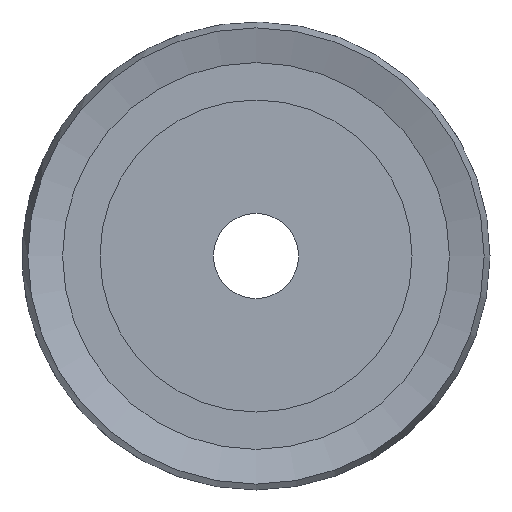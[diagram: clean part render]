
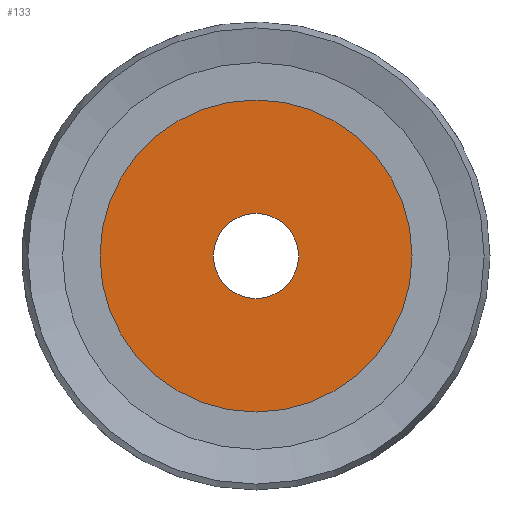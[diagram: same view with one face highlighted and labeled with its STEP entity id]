
A CAD part, left-side view. The second image highlights one B-rep face of the part: STEP entity #133.
In plain terms, the highlighted planar face has unit normal (-1, 0, 0).
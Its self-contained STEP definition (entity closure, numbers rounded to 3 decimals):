
#133 = ADVANCED_FACE( '', ( #330, #331 ), #332, .F. );
#330 = FACE_OUTER_BOUND( '', #730, .T. );
#331 = FACE_BOUND( '', #731, .T. );
#332 = PLANE( '', #732 );
#730 = EDGE_LOOP( '', ( #1131 ) );
#731 = EDGE_LOOP( '', ( #1132 ) );
#732 = AXIS2_PLACEMENT_3D( '', #1133, #1134, #1135 );
#1131 = ORIENTED_EDGE( '', *, *, #2666, .F. );
#1132 = ORIENTED_EDGE( '', *, *, #2667, .T. );
#1133 = CARTESIAN_POINT( '', ( 0., 0., 0. ) );
#1134 = DIRECTION( '', ( 1., 0., 0. ) );
#1135 = DIRECTION( '', ( 0., 0., -1. ) );
#2666 = EDGE_CURVE( '', #3147, #3147, #3148, .T. );
#2667 = EDGE_CURVE( '', #3149, #3149, #3150, .T. );
#3147 = VERTEX_POINT( '', #3927 );
#3148 = CIRCLE( '', #3928, 11. );
#3149 = VERTEX_POINT( '', #3929 );
#3150 = CIRCLE( '', #3930, 3. );
#3927 = CARTESIAN_POINT( '', ( 0., 0., -11. ) );
#3928 = AXIS2_PLACEMENT_3D( '', #4852, #4853, #4854 );
#3929 = CARTESIAN_POINT( '', ( 0., 0., -3. ) );
#3930 = AXIS2_PLACEMENT_3D( '', #4855, #4856, #4857 );
#4852 = CARTESIAN_POINT( '', ( 0., 0., 0. ) );
#4853 = DIRECTION( '', ( 1., 0., 0. ) );
#4854 = DIRECTION( '', ( 0., 0., -1. ) );
#4855 = CARTESIAN_POINT( '', ( 0., 0., 0. ) );
#4856 = DIRECTION( '', ( 1., 0., 0. ) );
#4857 = DIRECTION( '', ( 0., 0., -1. ) );
